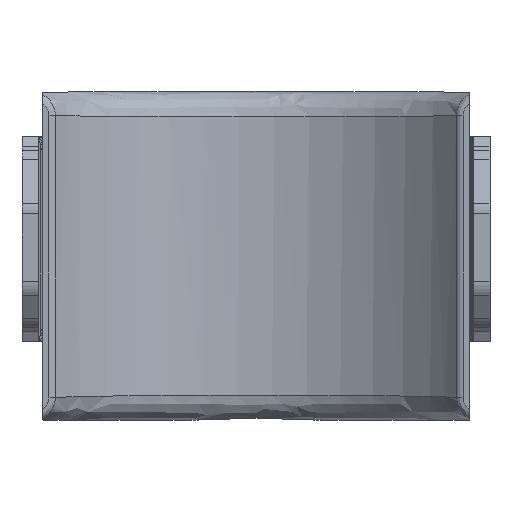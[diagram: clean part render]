
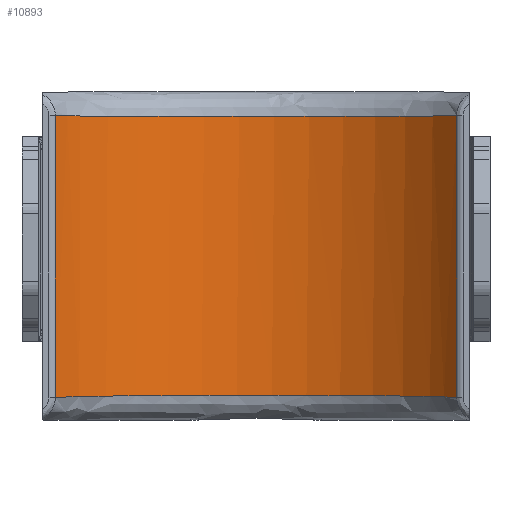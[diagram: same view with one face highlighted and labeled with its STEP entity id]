
A CAD part, front view. The second image highlights one B-rep face of the part: STEP entity #10893.
In plain terms, the highlighted cylindrical face has radius 31.5 mm (diameter 63 mm), a partial arc.
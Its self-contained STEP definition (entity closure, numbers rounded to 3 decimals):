
#314 = DIRECTION ( 'NONE',  ( 0., 0., 1. ) ) ;
#328 = DIRECTION ( 'NONE',  ( 0., 0., -1. ) ) ;
#688 = CARTESIAN_POINT ( 'NONE',  ( 4.664, -0.325, -16.999 ) ) ;
#767 = CARTESIAN_POINT ( 'NONE',  ( -12.483, -2.555, -17.007 ) ) ;
#842 = CARTESIAN_POINT ( 'NONE',  ( 2.337, -0.065, 16.999 ) ) ;
#844 = CARTESIAN_POINT ( 'NONE',  ( 20.379, -7.453, -17.066 ) ) ;
#929 = CARTESIAN_POINT ( 'NONE',  ( -24.443, -11.631, 17.164 ) ) ;
#1511 = CARTESIAN_POINT ( 'NONE',  ( -21.24, -8.231, -17.081 ) ) ;
#1655 = CARTESIAN_POINT ( 'NONE',  ( -20.361, -7.458, -17.066 ) ) ;
#1858 = CARTESIAN_POINT ( 'NONE',  ( 24.443, -11.631, 17.164 ) ) ;
#1893 = CARTESIAN_POINT ( 'NONE',  ( -11.401, -2.112, -17.004 ) ) ;
#1981 = CARTESIAN_POINT ( 'NONE',  ( 14.061, -3.306, -17.012 ) ) ;
#2054 = CARTESIAN_POINT ( 'NONE',  ( 9.242, -1.296, 17.001 ) ) ;
#2056 = CARTESIAN_POINT ( 'NONE',  ( 22.495, -9.442, -17.107 ) ) ;
#2128 = CARTESIAN_POINT ( 'NONE',  ( 24.073, -11.175, 17.151 ) ) ;
#2799 = CARTESIAN_POINT ( 'NONE',  ( -21.668, -8.628, -17.089 ) ) ;
#2866 = CARTESIAN_POINT ( 'NONE',  ( -23.703, -10.72, -17.138 ) ) ;
#2942 = CARTESIAN_POINT ( 'NONE',  ( -15.628, -4.052, -17.018 ) ) ;
#2990 = EDGE_CURVE ( 'NONE', #15149, #8874, #4854, .T. ) ;
#3073 = CARTESIAN_POINT ( 'NONE',  ( -24.443, -11.631, -17.164 ) ) ;
#3101 = CARTESIAN_POINT ( 'NONE',  ( 16.118, -4.43, 17.023 ) ) ;
#3103 = CARTESIAN_POINT ( 'NONE',  ( 14.581, -3.572, -17.014 ) ) ;
#3176 = CARTESIAN_POINT ( 'NONE',  ( 2.337, -0.065, -16.999 ) ) ;
#3202 = ORIENTED_EDGE ( 'NONE', *, *, #13351, .T. ) ;
#3260 = CARTESIAN_POINT ( 'NONE',  ( -19.909, -7.082, 17.06 ) ) ;
#3263 = CARTESIAN_POINT ( 'NONE',  ( -4.665, -0.261, -16.999 ) ) ;
#3336 = CARTESIAN_POINT ( 'NONE',  ( 14.061, -3.306, 17.012 ) ) ;
#3409 = CARTESIAN_POINT ( 'NONE',  ( 20.379, -7.453, 17.066 ) ) ;
#3412 = CARTESIAN_POINT ( 'NONE',  ( 9.242, -1.296, -17.001 ) ) ;
#3781 = VECTOR ( 'NONE', #314, 1000. ) ;
#3982 = CARTESIAN_POINT ( 'NONE',  ( -24.443, -11.631, 20. ) ) ;
#4020 = LINE ( 'NONE', #7246, #3781 ) ;
#4246 = ORIENTED_EDGE ( 'NONE', *, *, #4802, .T. ) ;
#4376 = CARTESIAN_POINT ( 'NONE',  ( 11.432, -2.055, 17.003 ) ) ;
#4452 = CARTESIAN_POINT ( 'NONE',  ( 22.9, -9.862, 17.117 ) ) ;
#4613 = CARTESIAN_POINT ( 'NONE',  ( 4.664, -0.325, 16.999 ) ) ;
#4802 = EDGE_CURVE ( 'NONE', #8874, #8510, #7675, .T. ) ;
#4854 = B_SPLINE_CURVE_WITH_KNOTS ( 'NONE', 3,
 ( #14397, #2128, #5578, #4452, #8230, #13039, #3409, #13116, #10480, #3101, #7019, #6860, #3336, #4376, #2054, #10717, #4613, #842, #8154, #15607, #9270, #6940, #11830, #12875, #14244, #5731, #9354, #3260, #12588, #10640, #11912, #14324, #15532, #929 ),
 .UNSPECIFIED., .F., .F.,
 ( 4, 2, 2, 2, 2, 2, 2, 2, 2, 2, 2, 2, 2, 2, 2, 2, 4 ),
 ( 0., 0.002, 0.004, 0.008, 0.011, 0.013, 0.015, 0.022, 0.025, 0.029, 0.036, 0.039, 0.043, 0.05, 0.052, 0.053, 0.057 ),
 .UNSPECIFIED. ) ;
#4964 = CARTESIAN_POINT ( 'NONE',  ( -24.443, -11.631, 17.164 ) ) ;
#5313 = CARTESIAN_POINT ( 'NONE',  ( 0., -31.5, 20. ) ) ;
#5578 = CARTESIAN_POINT ( 'NONE',  ( 23.689, -10.729, 17.139 ) ) ;
#5731 = CARTESIAN_POINT ( 'NONE',  ( -15.628, -4.052, 17.018 ) ) ;
#5734 = CARTESIAN_POINT ( 'NONE',  ( 17.606, -5.354, -17.033 ) ) ;
#6033 = CARTESIAN_POINT ( 'NONE',  ( 24.443, -11.631, -17.164 ) ) ;
#6860 = CARTESIAN_POINT ( 'NONE',  ( 14.581, -3.572, 17.014 ) ) ;
#6864 = CARTESIAN_POINT ( 'NONE',  ( 16.118, -4.43, -17.023 ) ) ;
#6940 = CARTESIAN_POINT ( 'NONE',  ( -8.06, -1.027, 17. ) ) ;
#6942 = CARTESIAN_POINT ( 'NONE',  ( 11.432, -2.055, -17.003 ) ) ;
#7019 = CARTESIAN_POINT ( 'NONE',  ( 15.61, -4.134, 17.02 ) ) ;
#7246 = CARTESIAN_POINT ( 'NONE',  ( 24.443, -11.631, 20. ) ) ;
#7359 = B_SPLINE_CURVE_WITH_KNOTS ( 'NONE', 3,
 ( #13851, #2866, #12643, #2799, #1511, #1655, #15139, #13924, #2942, #767, #1893, #8075, #12965, #3263, #7994, #10642, #3176, #688, #15535, #3412, #6942, #1981, #3103, #14082, #6864, #5734, #10556, #844, #8307, #2056, #8159, #10482, #11997, #12877 ),
 .UNSPECIFIED., .F., .F.,
 ( 4, 2, 2, 2, 2, 2, 2, 2, 2, 2, 2, 2, 2, 2, 2, 2, 4 ),
 ( 0., 0.004, 0.006, 0.007, 0.014, 0.018, 0.021, 0.028, 0.032, 0.036, 0.043, 0.044, 0.046, 0.05, 0.053, 0.055, 0.057 ),
 .UNSPECIFIED. ) ;
#7675 = LINE ( 'NONE', #3982, #15000 ) ;
#7994 = CARTESIAN_POINT ( 'NONE',  ( -2.359, -0.001, -16.999 ) ) ;
#8055 = AXIS2_PLACEMENT_3D ( 'NONE', #5313, #328, #10130 ) ;
#8075 = CARTESIAN_POINT ( 'NONE',  ( -9.181, -1.345, -17.001 ) ) ;
#8154 = CARTESIAN_POINT ( 'NONE',  ( 1.167, 0., 16.999 ) ) ;
#8159 = CARTESIAN_POINT ( 'NONE',  ( 22.9, -9.862, -17.117 ) ) ;
#8230 = CARTESIAN_POINT ( 'NONE',  ( 22.495, -9.442, 17.107 ) ) ;
#8307 = CARTESIAN_POINT ( 'NONE',  ( 21.25, -8.218, -17.08 ) ) ;
#8510 = VERTEX_POINT ( 'NONE', #3073 ) ;
#8717 = VERTEX_POINT ( 'NONE', #6033 ) ;
#8874 = VERTEX_POINT ( 'NONE', #4964 ) ;
#9270 = CARTESIAN_POINT ( 'NONE',  ( -4.665, -0.261, 16.999 ) ) ;
#9354 = CARTESIAN_POINT ( 'NONE',  ( -17.601, -5.271, 17.03 ) ) ;
#10130 = DIRECTION ( 'NONE',  ( -1., 0., 0. ) ) ;
#10164 = ORIENTED_EDGE ( 'NONE', *, *, #2990, .T. ) ;
#10214 = CYLINDRICAL_SURFACE ( 'NONE', #8055, 31.5 ) ;
#10480 = CARTESIAN_POINT ( 'NONE',  ( 17.606, -5.354, 17.033 ) ) ;
#10482 = CARTESIAN_POINT ( 'NONE',  ( 23.689, -10.729, -17.139 ) ) ;
#10556 = CARTESIAN_POINT ( 'NONE',  ( 18.557, -6.02, -17.042 ) ) ;
#10640 = CARTESIAN_POINT ( 'NONE',  ( -21.24, -8.231, 17.081 ) ) ;
#10642 = CARTESIAN_POINT ( 'NONE',  ( 1.167, 0., -16.999 ) ) ;
#10717 = CARTESIAN_POINT ( 'NONE',  ( 5.828, -0.522, 16.999 ) ) ;
#10893 = ADVANCED_FACE ( 'NONE', ( #11323 ), #10214, .F. ) ;
#11323 = FACE_OUTER_BOUND ( 'NONE', #13757, .T. ) ;
#11830 = CARTESIAN_POINT ( 'NONE',  ( -9.181, -1.345, 17.001 ) ) ;
#11912 = CARTESIAN_POINT ( 'NONE',  ( -21.668, -8.628, 17.089 ) ) ;
#11997 = CARTESIAN_POINT ( 'NONE',  ( 24.073, -11.175, -17.151 ) ) ;
#12588 = CARTESIAN_POINT ( 'NONE',  ( -20.361, -7.458, 17.066 ) ) ;
#12643 = CARTESIAN_POINT ( 'NONE',  ( -22.916, -9.856, -17.116 ) ) ;
#12654 = ORIENTED_EDGE ( 'NONE', *, *, #13826, .T. ) ;
#12875 = CARTESIAN_POINT ( 'NONE',  ( -11.401, -2.112, 17.004 ) ) ;
#12877 = CARTESIAN_POINT ( 'NONE',  ( 24.443, -11.631, -17.164 ) ) ;
#12965 = CARTESIAN_POINT ( 'NONE',  ( -8.06, -1.027, -17. ) ) ;
#13039 = CARTESIAN_POINT ( 'NONE',  ( 21.25, -8.218, 17.08 ) ) ;
#13116 = CARTESIAN_POINT ( 'NONE',  ( 18.557, -6.02, 17.042 ) ) ;
#13351 = EDGE_CURVE ( 'NONE', #8510, #8717, #7359, .T. ) ;
#13528 = DIRECTION ( 'NONE',  ( 0., 0., -1. ) ) ;
#13757 = EDGE_LOOP ( 'NONE', ( #3202, #12654, #10164, #4246 ) ) ;
#13826 = EDGE_CURVE ( 'NONE', #8717, #15149, #4020, .T. ) ;
#13851 = CARTESIAN_POINT ( 'NONE',  ( -24.443, -11.631, -17.164 ) ) ;
#13924 = CARTESIAN_POINT ( 'NONE',  ( -17.601, -5.271, -17.03 ) ) ;
#14082 = CARTESIAN_POINT ( 'NONE',  ( 15.61, -4.134, -17.02 ) ) ;
#14244 = CARTESIAN_POINT ( 'NONE',  ( -12.483, -2.555, 17.007 ) ) ;
#14324 = CARTESIAN_POINT ( 'NONE',  ( -22.916, -9.856, 17.116 ) ) ;
#14397 = CARTESIAN_POINT ( 'NONE',  ( 24.443, -11.631, 17.164 ) ) ;
#15000 = VECTOR ( 'NONE', #13528, 1000. ) ;
#15139 = CARTESIAN_POINT ( 'NONE',  ( -19.909, -7.082, -17.06 ) ) ;
#15149 = VERTEX_POINT ( 'NONE', #1858 ) ;
#15532 = CARTESIAN_POINT ( 'NONE',  ( -23.703, -10.72, 17.138 ) ) ;
#15535 = CARTESIAN_POINT ( 'NONE',  ( 5.828, -0.522, -16.999 ) ) ;
#15607 = CARTESIAN_POINT ( 'NONE',  ( -2.359, -0.001, 16.999 ) ) ;
